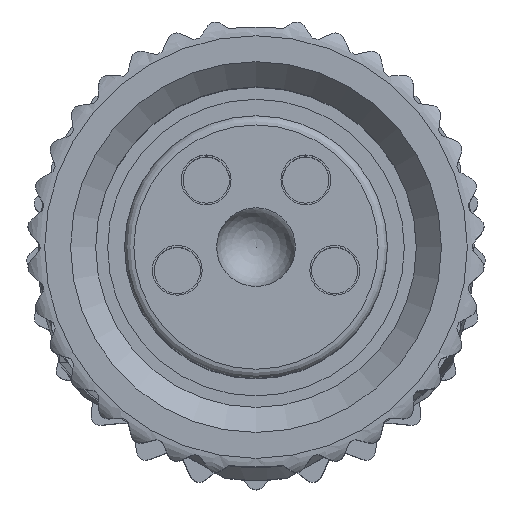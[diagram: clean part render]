
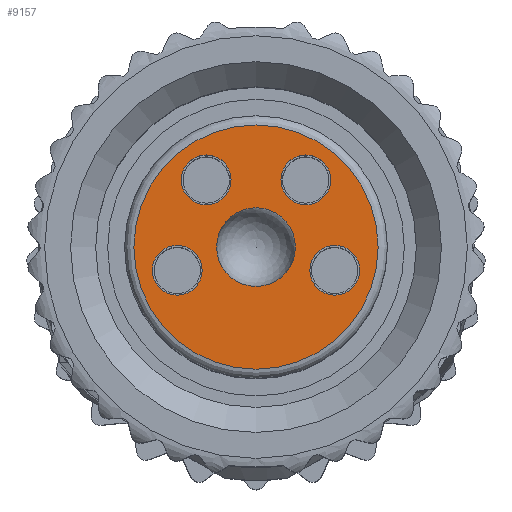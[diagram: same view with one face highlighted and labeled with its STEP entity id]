
A CAD part, top view. The second image highlights one B-rep face of the part: STEP entity #9157.
In plain terms, the highlighted planar face has unit normal (0, 0, 1).
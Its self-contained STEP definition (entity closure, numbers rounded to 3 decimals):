
#298=PLANE('',#9657);
#1567=CIRCLE('',#9656,2.635);
#1568=CIRCLE('',#9658,0.85);
#1569=CIRCLE('',#9659,0.538);
#1570=CIRCLE('',#9660,0.538);
#1571=CIRCLE('',#9661,0.538);
#1572=CIRCLE('',#9662,0.538);
#2699=ORIENTED_EDGE('',*,*,#4183,.T.);
#2700=ORIENTED_EDGE('',*,*,#4184,.T.);
#2701=ORIENTED_EDGE('',*,*,#4185,.T.);
#2702=ORIENTED_EDGE('',*,*,#4186,.T.);
#2703=ORIENTED_EDGE('',*,*,#4187,.T.);
#2704=ORIENTED_EDGE('',*,*,#4182,.F.);
#4182=EDGE_CURVE('',#4988,#4988,#1567,.T.);
#4183=EDGE_CURVE('',#4989,#4989,#1568,.T.);
#4184=EDGE_CURVE('',#4990,#4990,#1569,.T.);
#4185=EDGE_CURVE('',#4991,#4991,#1570,.T.);
#4186=EDGE_CURVE('',#4992,#4992,#1571,.T.);
#4187=EDGE_CURVE('',#4993,#4993,#1572,.T.);
#4988=VERTEX_POINT('',#13382);
#4989=VERTEX_POINT('',#13385);
#4990=VERTEX_POINT('',#13387);
#4991=VERTEX_POINT('',#13389);
#4992=VERTEX_POINT('',#13391);
#4993=VERTEX_POINT('',#13393);
#5501=EDGE_LOOP('',(#2699));
#5502=EDGE_LOOP('',(#2700));
#5503=EDGE_LOOP('',(#2701));
#5504=EDGE_LOOP('',(#2702));
#5505=EDGE_LOOP('',(#2703));
#5506=EDGE_LOOP('',(#2704));
#5931=FACE_BOUND('',#5501,.T.);
#5932=FACE_BOUND('',#5502,.T.);
#5933=FACE_BOUND('',#5503,.T.);
#5934=FACE_BOUND('',#5504,.T.);
#5935=FACE_BOUND('',#5505,.T.);
#5936=FACE_BOUND('',#5506,.T.);
#9157=ADVANCED_FACE('',(#5931,#5932,#5933,#5934,#5935,#5936),#298,.T.);
#9656=AXIS2_PLACEMENT_3D('',#13381,#10851,#10852);
#9657=AXIS2_PLACEMENT_3D('',#13383,#10853,#10854);
#9658=AXIS2_PLACEMENT_3D('',#13384,#10855,#10856);
#9659=AXIS2_PLACEMENT_3D('',#13386,#10857,#10858);
#9660=AXIS2_PLACEMENT_3D('',#13388,#10859,#10860);
#9661=AXIS2_PLACEMENT_3D('',#13390,#10861,#10862);
#9662=AXIS2_PLACEMENT_3D('',#13392,#10863,#10864);
#10851=DIRECTION('',(0.,0.,-1.));
#10852=DIRECTION('',(-1.,0.,0.));
#10853=DIRECTION('',(0.,0.,1.));
#10854=DIRECTION('',(1.,0.,0.));
#10855=DIRECTION('',(0.,0.,-1.));
#10856=DIRECTION('',(-1.,0.,0.));
#10857=DIRECTION('',(0.,0.,-1.));
#10858=DIRECTION('',(-1.,0.,0.));
#10859=DIRECTION('',(0.,0.,-1.));
#10860=DIRECTION('',(-1.,0.,0.));
#10861=DIRECTION('',(0.,0.,-1.));
#10862=DIRECTION('',(-1.,0.,0.));
#10863=DIRECTION('',(0.,0.,-1.));
#10864=DIRECTION('',(-1.,0.,0.));
#13381=CARTESIAN_POINT('',(0.,0.,-0.45));
#13382=CARTESIAN_POINT('',(-2.635,0.,-0.45));
#13383=CARTESIAN_POINT('',(0.,2.635,-0.45));
#13384=CARTESIAN_POINT('',(0.,0.,-0.45));
#13385=CARTESIAN_POINT('',(-0.85,0.,-0.45));
#13386=CARTESIAN_POINT('',(-1.7,-0.5,-0.45));
#13387=CARTESIAN_POINT('',(-2.238,-0.5,-0.45));
#13388=CARTESIAN_POINT('',(-1.075,1.45,-0.45));
#13389=CARTESIAN_POINT('',(-1.613,1.45,-0.45));
#13390=CARTESIAN_POINT('',(1.075,1.45,-0.45));
#13391=CARTESIAN_POINT('',(0.538,1.45,-0.45));
#13392=CARTESIAN_POINT('',(1.7,-0.5,-0.45));
#13393=CARTESIAN_POINT('',(1.163,-0.5,-0.45));
